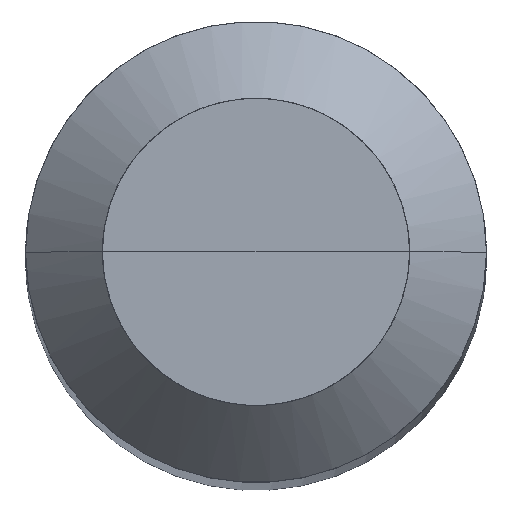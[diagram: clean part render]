
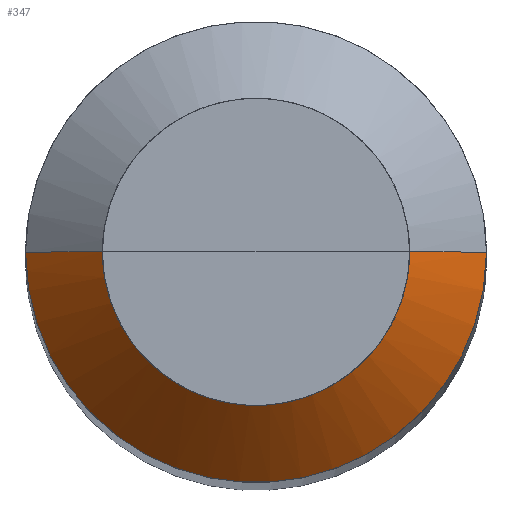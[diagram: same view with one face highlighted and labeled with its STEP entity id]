
A CAD part, top view. The second image highlights one B-rep face of the part: STEP entity #347.
In plain terms, the highlighted free-form (B-spline) face has degree [1, 2] with [2, 5] control points.
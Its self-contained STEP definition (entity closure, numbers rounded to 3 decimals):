
#81=CARTESIAN_POINT('',(-1.5,0.,29.5));
#82=CARTESIAN_POINT('',(-1.5,-1.5,29.5));
#83=CARTESIAN_POINT('',(0.,-1.5,29.5));
#84=CARTESIAN_POINT('',(1.5,-1.5,29.5));
#85=CARTESIAN_POINT('',(1.5,0.,29.5));
#86=CARTESIAN_POINT('',(-1.,0.,30.));
#87=CARTESIAN_POINT('',(-1.,-1.,30.));
#88=CARTESIAN_POINT('',(0.,-1.,30.));
#89=CARTESIAN_POINT('',(1.,-1.,30.));
#90=CARTESIAN_POINT('',(1.,0.,30.));
#328=(
BOUNDED_SURFACE()
B_SPLINE_SURFACE(1,2,(
(#81,#82,#83,#84,#85),
(#86,#87,#88,#89,#90)
), .UNSPECIFIED.,.F.,.F.,.F.)
B_SPLINE_SURFACE_WITH_KNOTS((2,2),(3,2,3),(
0.,1.),(
0.,0.5,1.), .UNSPECIFIED.)
GEOMETRIC_REPRESENTATION_ITEM()
RATIONAL_B_SPLINE_SURFACE(((1.,0.707,1.,0.707,1.),
(1.,0.707,1.,0.707,1.)
))
REPRESENTATION_ITEM('')
SURFACE()
);
#329=(
BOUNDED_CURVE()
B_SPLINE_CURVE(2,(#85,#84,#83,#82,#81),.UNSPECIFIED.,.F.,.F.)
B_SPLINE_CURVE_WITH_KNOTS((3,2,3),
(0.,0.5,1.),.UNSPECIFIED.)
CURVE()
GEOMETRIC_REPRESENTATION_ITEM()
RATIONAL_B_SPLINE_CURVE((1.,0.707,1.,0.707,1.))
REPRESENTATION_ITEM('')
);
#330=(
BOUNDED_CURVE()
B_SPLINE_CURVE(1,(#81,#86),.UNSPECIFIED.,.F.,.F.)
B_SPLINE_CURVE_WITH_KNOTS((2,2),
(0.,1.),.UNSPECIFIED.)
CURVE()
GEOMETRIC_REPRESENTATION_ITEM()
RATIONAL_B_SPLINE_CURVE((1.,1.))
REPRESENTATION_ITEM('')
);
#331=(
BOUNDED_CURVE()
B_SPLINE_CURVE(2,(#86,#87,#88,#89,#90),.UNSPECIFIED.,.F.,.F.)
B_SPLINE_CURVE_WITH_KNOTS((3,2,3),
(0.,0.5,1.),.UNSPECIFIED.)
CURVE()
GEOMETRIC_REPRESENTATION_ITEM()
RATIONAL_B_SPLINE_CURVE((1.,0.707,1.,0.707,1.))
REPRESENTATION_ITEM('')
);
#332=(
BOUNDED_CURVE()
B_SPLINE_CURVE(1,(#90,#85),.UNSPECIFIED.,.F.,.F.)
B_SPLINE_CURVE_WITH_KNOTS((2,2),
(0.,1.),.UNSPECIFIED.)
CURVE()
GEOMETRIC_REPRESENTATION_ITEM()
RATIONAL_B_SPLINE_CURVE((1.,1.))
REPRESENTATION_ITEM('')
);
#333=VERTEX_POINT('',#81);
#334=VERTEX_POINT('',#85);
#335=VERTEX_POINT('',#86);
#336=VERTEX_POINT('',#90);
#337=EDGE_CURVE('',#334,#333,#329,.T.);
#338=EDGE_CURVE('',#333,#335,#330,.T.);
#339=EDGE_CURVE('',#335,#336,#331,.T.);
#340=EDGE_CURVE('',#336,#334,#332,.T.);
#341=ORIENTED_EDGE('',*,*,#337,.T.);
#342=ORIENTED_EDGE('',*,*,#338,.T.);
#343=ORIENTED_EDGE('',*,*,#339,.T.);
#344=ORIENTED_EDGE('',*,*,#340,.T.);
#345=EDGE_LOOP('',(#341,#342,#343,#344));
#346=FACE_OUTER_BOUND('',#345,.T.);
#347=ADVANCED_FACE('',(#346),#328,.T.);
